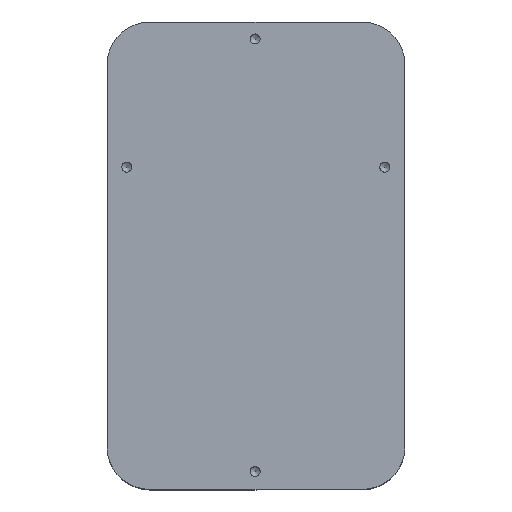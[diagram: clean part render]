
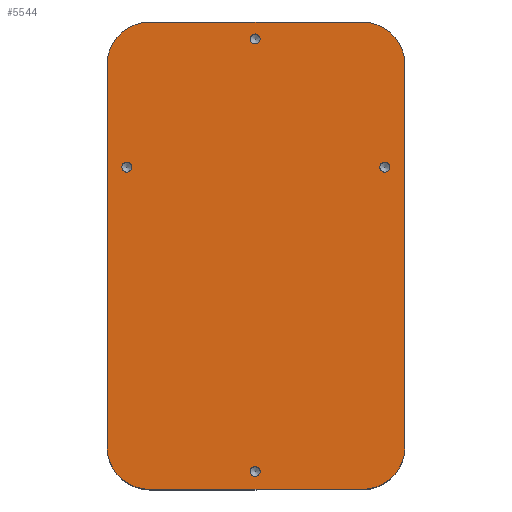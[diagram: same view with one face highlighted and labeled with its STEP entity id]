
A CAD part, top view. The second image highlights one B-rep face of the part: STEP entity #5544.
In plain terms, the highlighted planar face has unit normal (0, 0, 1).
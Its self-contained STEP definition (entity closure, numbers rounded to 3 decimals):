
#71=FACE_BOUND('',#921,.T.);
#72=FACE_BOUND('',#922,.T.);
#73=FACE_BOUND('',#923,.T.);
#74=FACE_BOUND('',#924,.T.);
#244=PLANE('',#6042);
#602=FACE_OUTER_BOUND('',#920,.T.);
#920=EDGE_LOOP('',(#5158,#5159,#5160,#5161,#5162,#5163,#5164,#5165));
#921=EDGE_LOOP('',(#5166));
#922=EDGE_LOOP('',(#5167));
#923=EDGE_LOOP('',(#5168));
#924=EDGE_LOOP('',(#5169));
#1486=LINE('',#9345,#2056);
#1487=LINE('',#9349,#2057);
#1488=LINE('',#9353,#2058);
#1489=LINE('',#9356,#2059);
#2056=VECTOR('',#7549,10.);
#2057=VECTOR('',#7552,10.);
#2058=VECTOR('',#7555,10.);
#2059=VECTOR('',#7558,10.);
#2283=CIRCLE('',#6031,1.45);
#2285=CIRCLE('',#6034,1.45);
#2287=CIRCLE('',#6037,1.45);
#2289=CIRCLE('',#6040,1.45);
#2291=CIRCLE('',#6043,12.371);
#2292=CIRCLE('',#6044,12.371);
#2293=CIRCLE('',#6045,12.371);
#2294=CIRCLE('',#6046,12.371);
#2807=VERTEX_POINT('',#9317);
#2809=VERTEX_POINT('',#9323);
#2811=VERTEX_POINT('',#9329);
#2813=VERTEX_POINT('',#9335);
#2815=VERTEX_POINT('',#9341);
#2816=VERTEX_POINT('',#9342);
#2817=VERTEX_POINT('',#9344);
#2818=VERTEX_POINT('',#9346);
#2819=VERTEX_POINT('',#9348);
#2820=VERTEX_POINT('',#9350);
#2821=VERTEX_POINT('',#9352);
#2822=VERTEX_POINT('',#9354);
#3592=EDGE_CURVE('',#2807,#2807,#2283,.T.);
#3595=EDGE_CURVE('',#2809,#2809,#2285,.T.);
#3598=EDGE_CURVE('',#2811,#2811,#2287,.T.);
#3601=EDGE_CURVE('',#2813,#2813,#2289,.T.);
#3604=EDGE_CURVE('',#2815,#2816,#2291,.T.);
#3605=EDGE_CURVE('',#2817,#2815,#1486,.T.);
#3606=EDGE_CURVE('',#2818,#2817,#2292,.T.);
#3607=EDGE_CURVE('',#2819,#2818,#1487,.T.);
#3608=EDGE_CURVE('',#2820,#2819,#2293,.T.);
#3609=EDGE_CURVE('',#2821,#2820,#1488,.T.);
#3610=EDGE_CURVE('',#2822,#2821,#2294,.T.);
#3611=EDGE_CURVE('',#2816,#2822,#1489,.T.);
#5158=ORIENTED_EDGE('',*,*,#3604,.F.);
#5159=ORIENTED_EDGE('',*,*,#3605,.F.);
#5160=ORIENTED_EDGE('',*,*,#3606,.F.);
#5161=ORIENTED_EDGE('',*,*,#3607,.F.);
#5162=ORIENTED_EDGE('',*,*,#3608,.F.);
#5163=ORIENTED_EDGE('',*,*,#3609,.F.);
#5164=ORIENTED_EDGE('',*,*,#3610,.F.);
#5165=ORIENTED_EDGE('',*,*,#3611,.F.);
#5166=ORIENTED_EDGE('',*,*,#3592,.T.);
#5167=ORIENTED_EDGE('',*,*,#3595,.T.);
#5168=ORIENTED_EDGE('',*,*,#3598,.T.);
#5169=ORIENTED_EDGE('',*,*,#3601,.T.);
#5544=ADVANCED_FACE('',(#602,#71,#72,#73,#74),#244,.F.);
#6031=AXIS2_PLACEMENT_3D('',#9318,#7519,#7520);
#6034=AXIS2_PLACEMENT_3D('',#9324,#7526,#7527);
#6037=AXIS2_PLACEMENT_3D('',#9330,#7533,#7534);
#6040=AXIS2_PLACEMENT_3D('',#9336,#7540,#7541);
#6042=AXIS2_PLACEMENT_3D('',#9340,#7545,#7546);
#6043=AXIS2_PLACEMENT_3D('',#9343,#7547,#7548);
#6044=AXIS2_PLACEMENT_3D('',#9347,#7550,#7551);
#6045=AXIS2_PLACEMENT_3D('',#9351,#7553,#7554);
#6046=AXIS2_PLACEMENT_3D('',#9355,#7556,#7557);
#7519=DIRECTION('center_axis',(0.,0.,-1.));
#7520=DIRECTION('ref_axis',(1.,0.,0.));
#7526=DIRECTION('center_axis',(0.,0.,-1.));
#7527=DIRECTION('ref_axis',(1.,0.,0.));
#7533=DIRECTION('center_axis',(0.,0.,-1.));
#7534=DIRECTION('ref_axis',(1.,0.,0.));
#7540=DIRECTION('center_axis',(0.,0.,-1.));
#7541=DIRECTION('ref_axis',(1.,0.,0.));
#7545=DIRECTION('center_axis',(0.,0.,-1.));
#7546=DIRECTION('ref_axis',(1.,0.,0.));
#7547=DIRECTION('center_axis',(0.,0.,-1.));
#7548=DIRECTION('ref_axis',(-1.,0.,0.));
#7549=DIRECTION('',(0.,1.,0.));
#7550=DIRECTION('center_axis',(0.,0.,-1.));
#7551=DIRECTION('ref_axis',(0.,-1.,0.));
#7552=DIRECTION('',(-1.,0.,0.));
#7553=DIRECTION('center_axis',(0.,0.,-1.));
#7554=DIRECTION('ref_axis',(1.,0.,0.));
#7555=DIRECTION('',(0.,-1.,0.));
#7556=DIRECTION('center_axis',(0.,0.,-1.));
#7557=DIRECTION('ref_axis',(0.,1.,0.));
#7558=DIRECTION('',(1.,0.,0.));
#9317=CARTESIAN_POINT('',(53.543,12.098,101.4));
#9318=CARTESIAN_POINT('Origin',(54.993,12.098,101.4));
#9323=CARTESIAN_POINT('',(91.278,100.613,101.4));
#9324=CARTESIAN_POINT('Origin',(92.728,100.613,101.4));
#9329=CARTESIAN_POINT('',(16.201,100.631,101.4));
#9330=CARTESIAN_POINT('Origin',(17.651,100.631,101.4));
#9335=CARTESIAN_POINT('',(53.55,137.91,101.4));
#9336=CARTESIAN_POINT('Origin',(55.,137.91,101.4));
#9340=CARTESIAN_POINT('Origin',(55.253,74.854,101.4));
#9341=CARTESIAN_POINT('',(11.912,130.476,101.4));
#9342=CARTESIAN_POINT('',(24.283,142.847,101.4));
#9343=CARTESIAN_POINT('Origin',(24.283,130.476,101.4));
#9344=CARTESIAN_POINT('',(11.912,19.231,101.4));
#9345=CARTESIAN_POINT('',(11.912,47.042,101.4));
#9346=CARTESIAN_POINT('',(24.283,6.86,101.4));
#9347=CARTESIAN_POINT('Origin',(24.283,19.231,101.4));
#9348=CARTESIAN_POINT('',(86.223,6.86,101.4));
#9349=CARTESIAN_POINT('',(70.738,6.86,101.4));
#9350=CARTESIAN_POINT('',(98.594,19.231,101.4));
#9351=CARTESIAN_POINT('Origin',(86.223,19.231,101.4));
#9352=CARTESIAN_POINT('',(98.594,130.476,101.4));
#9353=CARTESIAN_POINT('',(98.594,102.665,101.4));
#9354=CARTESIAN_POINT('',(86.223,142.847,101.4));
#9355=CARTESIAN_POINT('Origin',(86.223,130.476,101.4));
#9356=CARTESIAN_POINT('',(39.768,142.847,101.4));
